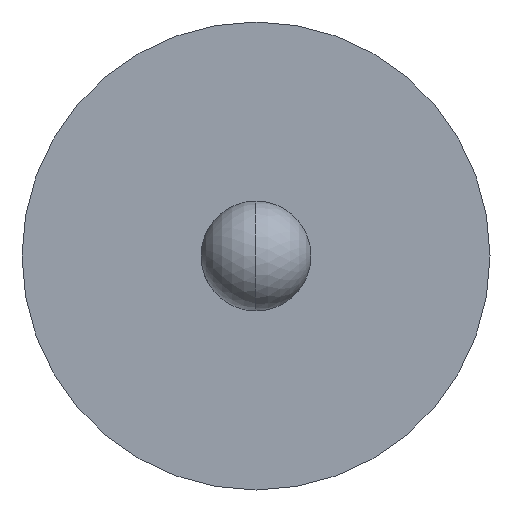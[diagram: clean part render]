
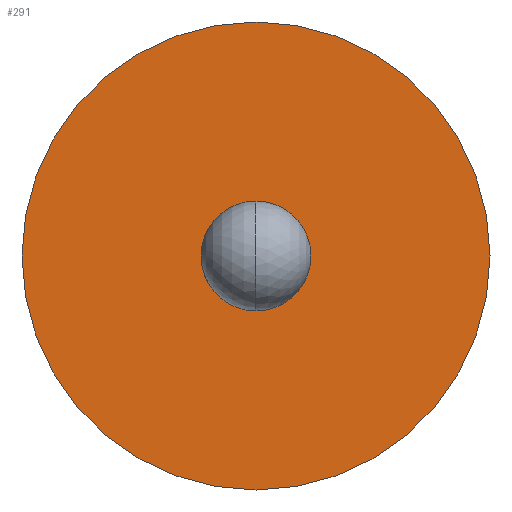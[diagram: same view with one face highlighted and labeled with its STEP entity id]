
A CAD part, left-side view. The second image highlights one B-rep face of the part: STEP entity #291.
In plain terms, the highlighted planar face has unit normal (-1, 0, 0).
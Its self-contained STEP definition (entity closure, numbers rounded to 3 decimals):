
#21 = DIRECTION ( 'NONE',  ( 1., 0., 0. ) ) ;
#28 = DIRECTION ( 'NONE',  ( 0., 0., -1. ) ) ;
#59 = DIRECTION ( 'NONE',  ( 0., 0., -1. ) ) ;
#60 = FACE_OUTER_BOUND ( 'NONE', #919, .T. ) ;
#64 = DIRECTION ( 'NONE',  ( -1., 0., 0. ) ) ;
#80 = DIRECTION ( 'NONE',  ( 1., 0., 0. ) ) ;
#85 = CARTESIAN_POINT ( 'NONE',  ( -0.87, 0., 0. ) ) ;
#88 = ORIENTED_EDGE ( 'NONE', *, *, #482, .T. ) ;
#104 = CARTESIAN_POINT ( 'NONE',  ( -0.87, 0.215, 0. ) ) ;
#125 = ORIENTED_EDGE ( 'NONE', *, *, #691, .F. ) ;
#157 = AXIS2_PLACEMENT_3D ( 'NONE', #85, #933, #59 ) ;
#160 = CIRCLE ( 'NONE', #315, 0.215 ) ;
#178 = AXIS2_PLACEMENT_3D ( 'NONE', #398, #21, #28 ) ;
#190 = CIRCLE ( 'NONE', #178, 0.215 ) ;
#211 = FACE_BOUND ( 'NONE', #826, .T. ) ;
#233 = VERTEX_POINT ( 'NONE', #280 ) ;
#263 = DIRECTION ( 'NONE',  ( 1., 0., 0. ) ) ;
#280 = CARTESIAN_POINT ( 'NONE',  ( -0.87, 0., -0.215 ) ) ;
#291 = ADVANCED_FACE ( 'NONE', ( #211, #60 ), #390, .T. ) ;
#313 = AXIS2_PLACEMENT_3D ( 'NONE', #737, #80, #532 ) ;
#315 = AXIS2_PLACEMENT_3D ( 'NONE', #622, #263, #834 ) ;
#335 = CARTESIAN_POINT ( 'NONE',  ( -0.87, 0., 0.915 ) ) ;
#359 = AXIS2_PLACEMENT_3D ( 'NONE', #104, #64, #900 ) ;
#390 = PLANE ( 'NONE',  #359 ) ;
#394 = VERTEX_POINT ( 'NONE', #335 ) ;
#398 = CARTESIAN_POINT ( 'NONE',  ( -0.87, 0., 0. ) ) ;
#400 = EDGE_CURVE ( 'NONE', #599, #233, #160, .T. ) ;
#460 = CARTESIAN_POINT ( 'NONE',  ( -0.87, 0., -0.915 ) ) ;
#482 = EDGE_CURVE ( 'NONE', #233, #599, #190, .T. ) ;
#489 = CARTESIAN_POINT ( 'NONE',  ( -0.87, 0., 0.215 ) ) ;
#504 = ORIENTED_EDGE ( 'NONE', *, *, #727, .F. ) ;
#532 = DIRECTION ( 'NONE',  ( 0., 0., -1. ) ) ;
#545 = ORIENTED_EDGE ( 'NONE', *, *, #400, .T. ) ;
#599 = VERTEX_POINT ( 'NONE', #489 ) ;
#622 = CARTESIAN_POINT ( 'NONE',  ( -0.87, 0., 0. ) ) ;
#627 = CIRCLE ( 'NONE', #157, 0.915 ) ;
#669 = VERTEX_POINT ( 'NONE', #460 ) ;
#691 = EDGE_CURVE ( 'NONE', #669, #394, #789, .T. ) ;
#727 = EDGE_CURVE ( 'NONE', #394, #669, #627, .T. ) ;
#737 = CARTESIAN_POINT ( 'NONE',  ( -0.87, 0., 0. ) ) ;
#789 = CIRCLE ( 'NONE', #313, 0.915 ) ;
#826 = EDGE_LOOP ( 'NONE', ( #88, #545 ) ) ;
#834 = DIRECTION ( 'NONE',  ( 0., 0., -1. ) ) ;
#900 = DIRECTION ( 'NONE',  ( 0., 0., 1. ) ) ;
#919 = EDGE_LOOP ( 'NONE', ( #125, #504 ) ) ;
#933 = DIRECTION ( 'NONE',  ( 1., 0., 0. ) ) ;
